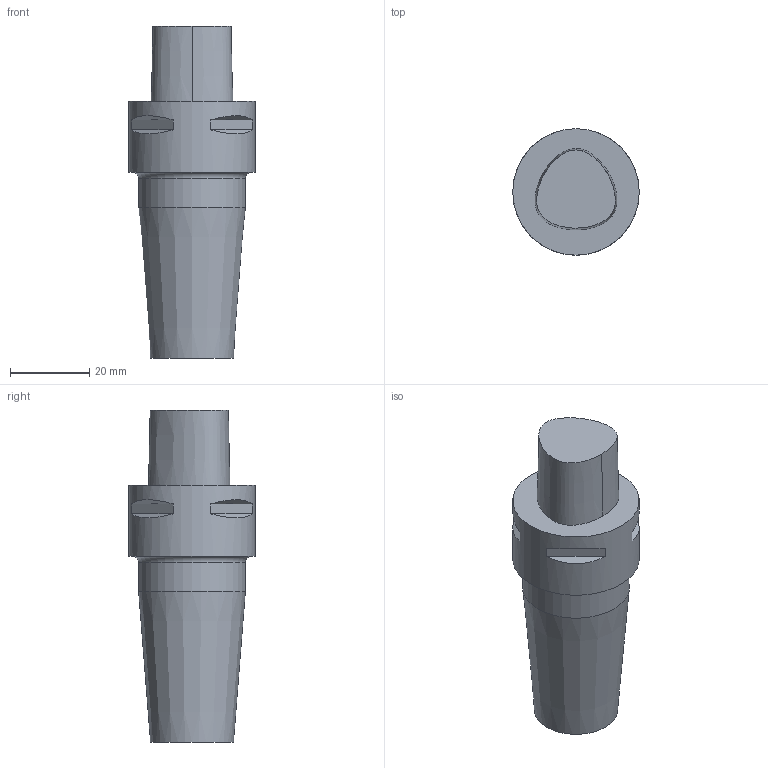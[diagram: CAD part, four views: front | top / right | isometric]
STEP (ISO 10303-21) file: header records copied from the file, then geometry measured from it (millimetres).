
FILE_DESCRIPTION(/* description */ (''),/* implementation_level */ '2;1');
FILE_NAME(/* name */ 'C3-391.5603-08065.stp',/* time_stamp */ '2017-09-14T10:19:33+06:00',/* author */ (''),/* organization */ (''),/* preprocessor_version */ 'ST-DEVELOPER v16',/* originating_system */ 'SIEMENS PLM Software NX 11.0',/* authorisation */ '');
FILE_SCHEMA (('AUTOMOTIVE_DESIGN { 1 0 10303 214 3 1 1 1 }'));
Length unit declared in the file: millimetre
Products named in the file (1): C3-391.5603-08065
Bounding box: 32 x 32 x 84 mm (x, y, z)
Volume: 40808.7 mm3; surface area: 9634.8 mm2
Topology: 2 solids, 2 shells, 25 faces, 45 edges, 30 vertices
Faces by surface type: plane 18, cylinder 3, bspline 2, torus 1, cone 1
Full cylindrical faces by diameter (mm): 8 x1, 27 x1, 32 x1
Entity records: 791 total; most frequent: CARTESIAN_POINT 271, DIRECTION 104, ORIENTED_EDGE 76, AXIS2_PLACEMENT_3D 43, EDGE_CURVE 38, EDGE_LOOP 36, VERTEX_POINT 28, ADVANCED_FACE 25
